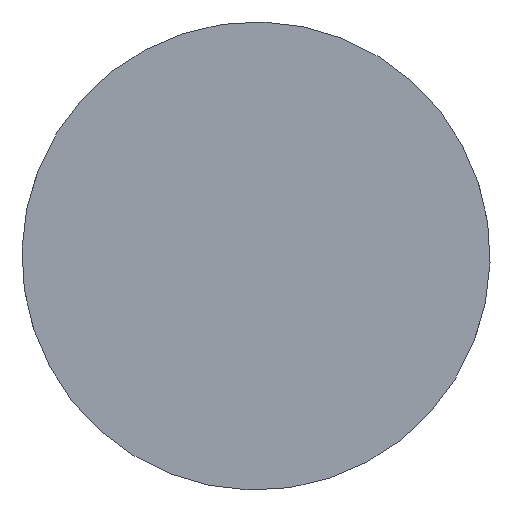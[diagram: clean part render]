
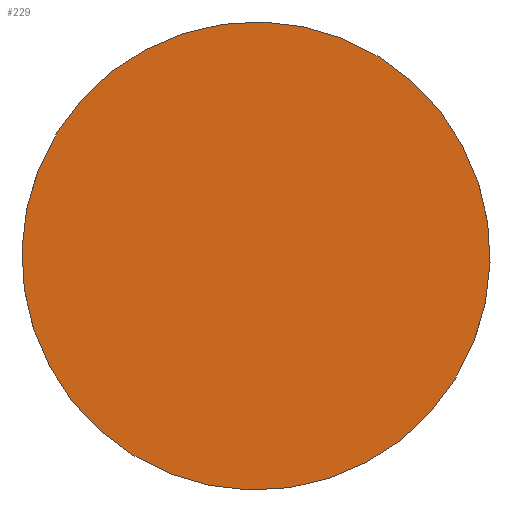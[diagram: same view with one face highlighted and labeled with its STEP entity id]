
A CAD part, front view. The second image highlights one B-rep face of the part: STEP entity #229.
In plain terms, the highlighted planar face has unit normal (0, -1, 0).
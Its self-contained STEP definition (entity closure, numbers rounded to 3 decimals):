
#5 = CARTESIAN_POINT ( 'NONE',  ( 0., 0., 0. ) ) ;
#10 = DIRECTION ( 'NONE',  ( 0., 0., 1. ) ) ;
#12 = CIRCLE ( 'NONE', #161, 13.5 ) ;
#18 = CARTESIAN_POINT ( 'NONE',  ( 13.494, 0., -0.402 ) ) ;
#22 = ORIENTED_EDGE ( 'NONE', *, *, #201, .F. ) ;
#42 = VERTEX_POINT ( 'NONE', #82 ) ;
#68 = EDGE_LOOP ( 'NONE', ( #230, #22 ) ) ;
#82 = CARTESIAN_POINT ( 'NONE',  ( -13.494, 0., 0.402 ) ) ;
#92 = AXIS2_PLACEMENT_3D ( 'NONE', #5, #97, #157 ) ;
#97 = DIRECTION ( 'NONE',  ( 0., 1., 0. ) ) ;
#111 = VERTEX_POINT ( 'NONE', #18 ) ;
#127 = EDGE_CURVE ( 'NONE', #111, #42, #12, .T. ) ;
#128 = PLANE ( 'NONE',  #146 ) ;
#129 = DIRECTION ( 'NONE',  ( 0., 1., 0. ) ) ;
#146 = AXIS2_PLACEMENT_3D ( 'NONE', #238, #129, #10 ) ;
#157 = DIRECTION ( 'NONE',  ( 0., 0., 1. ) ) ;
#161 = AXIS2_PLACEMENT_3D ( 'NONE', #305, #182, #228 ) ;
#163 = FACE_OUTER_BOUND ( 'NONE', #68, .T. ) ;
#182 = DIRECTION ( 'NONE',  ( 0., 1., 0. ) ) ;
#201 = EDGE_CURVE ( 'NONE', #42, #111, #242, .T. ) ;
#228 = DIRECTION ( 'NONE',  ( 0., 0., 1. ) ) ;
#229 = ADVANCED_FACE ( 'NONE', ( #163 ), #128, .F. ) ;
#230 = ORIENTED_EDGE ( 'NONE', *, *, #127, .F. ) ;
#238 = CARTESIAN_POINT ( 'NONE',  ( 0., 0., 0. ) ) ;
#242 = CIRCLE ( 'NONE', #92, 13.5 ) ;
#305 = CARTESIAN_POINT ( 'NONE',  ( 0., 0., 0. ) ) ;
